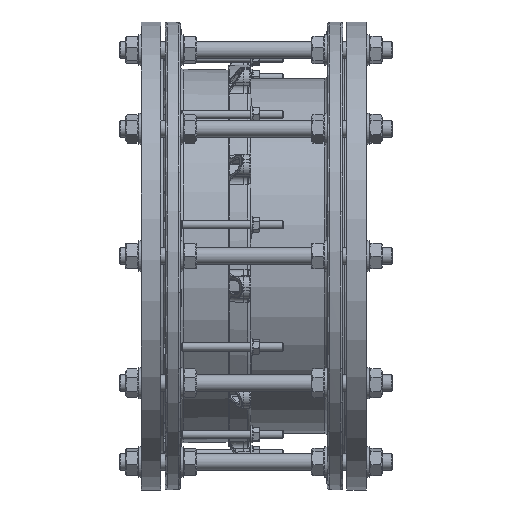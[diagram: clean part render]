
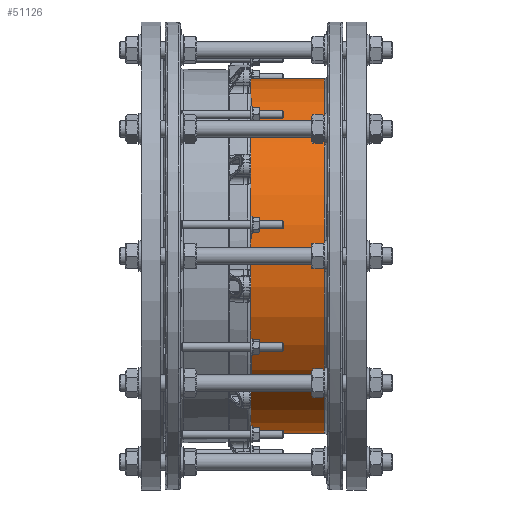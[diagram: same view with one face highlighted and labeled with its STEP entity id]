
A CAD part, front view. The second image highlights one B-rep face of the part: STEP entity #51126.
In plain terms, the highlighted cylindrical face has radius 254 mm (diameter 508 mm), a full revolution.
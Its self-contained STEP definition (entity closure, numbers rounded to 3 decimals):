
#579=CYLINDRICAL_SURFACE('',#54015,254.);
#4589=FACE_BOUND('',#10074,.T.);
#5246=CIRCLE('',#54012,254.);
#5248=CIRCLE('',#54016,254.);
#7073=FACE_OUTER_BOUND('',#10073,.T.);
#10073=EDGE_LOOP('',(#37746));
#10074=EDGE_LOOP('',(#37747));
#23603=VERTEX_POINT('',#74206);
#23605=VERTEX_POINT('',#74212);
#28912=EDGE_CURVE('',#23603,#23603,#5246,.T.);
#28914=EDGE_CURVE('',#23605,#23605,#5248,.T.);
#37746=ORIENTED_EDGE('',*,*,#28914,.F.);
#37747=ORIENTED_EDGE('',*,*,#28912,.F.);
#51126=ADVANCED_FACE('',(#7073,#4589),#579,.T.);
#54012=AXIS2_PLACEMENT_3D('',#74207,#58335,#58336);
#54015=AXIS2_PLACEMENT_3D('',#74211,#58341,#58342);
#54016=AXIS2_PLACEMENT_3D('',#74213,#58343,#58344);
#58335=DIRECTION('center_axis',(-1.,0.,0.));
#58336=DIRECTION('ref_axis',(0.,-1.,0.));
#58341=DIRECTION('center_axis',(1.,0.,0.));
#58342=DIRECTION('ref_axis',(0.,1.,0.));
#58343=DIRECTION('center_axis',(1.,0.,0.));
#58344=DIRECTION('ref_axis',(0.,1.,0.));
#74206=CARTESIAN_POINT('',(-207.,254.,0.));
#74207=CARTESIAN_POINT('Origin',(-207.,0.,0.));
#74211=CARTESIAN_POINT('Origin',(-119.75,0.,0.));
#74212=CARTESIAN_POINT('',(-29.5,254.,0.));
#74213=CARTESIAN_POINT('Origin',(-29.5,0.,0.));
